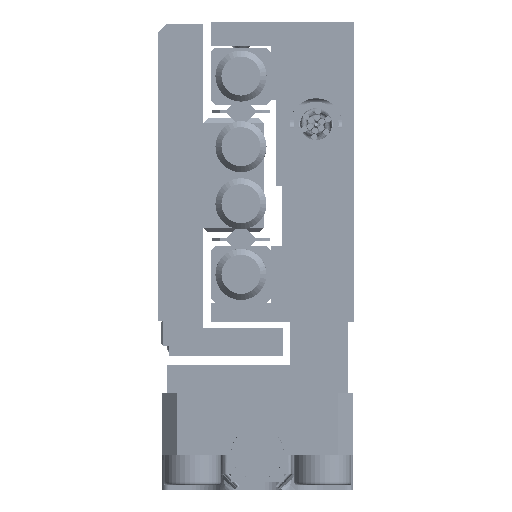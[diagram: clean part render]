
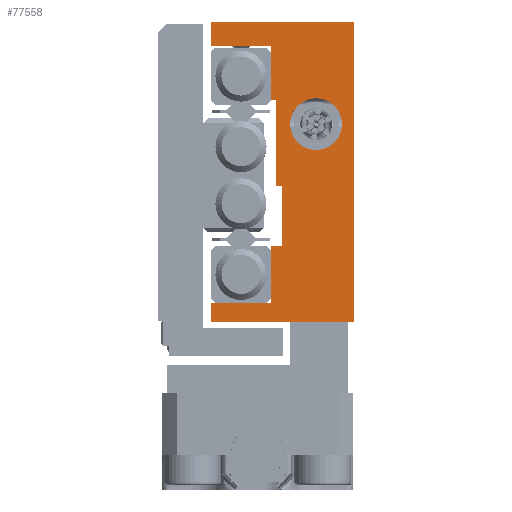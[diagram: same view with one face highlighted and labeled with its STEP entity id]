
A CAD part, left-side view. The second image highlights one B-rep face of the part: STEP entity #77558.
In plain terms, the highlighted planar face has unit normal (-1, 0, 0).
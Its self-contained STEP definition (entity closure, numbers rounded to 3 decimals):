
#17 = CARTESIAN_POINT ( 'NONE',  ( -40., 2.5, 1.473 ) ) ;
#93 = LINE ( 'NONE', #29513, #84464 ) ;
#339 = CARTESIAN_POINT ( 'NONE',  ( -40., 5.2, 4.8 ) ) ;
#844 = VECTOR ( 'NONE', #45091, 1000. ) ;
#1170 = VERTEX_POINT ( 'NONE', #17 ) ;
#1802 = CARTESIAN_POINT ( 'NONE',  ( -40., 9.5, -10. ) ) ;
#4289 = LINE ( 'NONE', #13173, #87624 ) ;
#4339 = EDGE_LOOP ( 'NONE', ( #17487, #37998 ) ) ;
#5583 = CARTESIAN_POINT ( 'NONE',  ( -40., 5.5, 8.4 ) ) ;
#6073 = CARTESIAN_POINT ( 'NONE',  ( -40., 5.2, -0.9 ) ) ;
#6086 = LINE ( 'NONE', #34622, #53799 ) ;
#6115 = CARTESIAN_POINT ( 'NONE',  ( -40., 5.5, 10. ) ) ;
#6780 = AXIS2_PLACEMENT_3D ( 'NONE', #43244, #87233, #22166 ) ;
#11574 = CARTESIAN_POINT ( 'NONE',  ( -40., 9.5, -10. ) ) ;
#11748 = DIRECTION ( 'NONE',  ( 0., 0., -1. ) ) ;
#11962 = LINE ( 'NONE', #54537, #85336 ) ;
#12417 = VERTEX_POINT ( 'NONE', #67733 ) ;
#13147 = LINE ( 'NONE', #6115, #40884 ) ;
#13173 = CARTESIAN_POINT ( 'NONE',  ( -40., 0., -10. ) ) ;
#13902 = VECTOR ( 'NONE', #11748, 1000. ) ;
#13995 = ORIENTED_EDGE ( 'NONE', *, *, #60947, .T. ) ;
#15916 = CARTESIAN_POINT ( 'NONE',  ( -40., 4.8, -4.9 ) ) ;
#16905 = VERTEX_POINT ( 'NONE', #25071 ) ;
#17231 = AXIS2_PLACEMENT_3D ( 'NONE', #30240, #51803, #37271 ) ;
#17487 = ORIENTED_EDGE ( 'NONE', *, *, #80947, .F. ) ;
#18444 = EDGE_LOOP ( 'NONE', ( #70935, #32108, #75774, #13995, #42033, #75254, #61193, #56746, #87913, #52403, #37066, #45898, #53227, #84288 ) ) ;
#20156 = AXIS2_PLACEMENT_3D ( 'NONE', #61503, #23300, #73384 ) ;
#20480 = VERTEX_POINT ( 'NONE', #35740 ) ;
#20966 = VERTEX_POINT ( 'NONE', #15916 ) ;
#21872 = CARTESIAN_POINT ( 'NONE',  ( -40., 9.5, 8.4 ) ) ;
#22166 = DIRECTION ( 'NONE',  ( 0., 0., 1. ) ) ;
#22690 = VECTOR ( 'NONE', #72145, 1000. ) ;
#23300 = DIRECTION ( 'NONE',  ( 1., 0., 0. ) ) ;
#23815 = CARTESIAN_POINT ( 'NONE',  ( -40., 5.5, 4.8 ) ) ;
#24456 = CARTESIAN_POINT ( 'NONE',  ( -40., 5.5, 4.8 ) ) ;
#24658 = VECTOR ( 'NONE', #65450, 1000. ) ;
#25071 = CARTESIAN_POINT ( 'NONE',  ( -40., 9.5, 10. ) ) ;
#26064 = EDGE_CURVE ( 'NONE', #74571, #51916, #81811, .T. ) ;
#27341 = EDGE_CURVE ( 'NONE', #49893, #43969, #76306, .T. ) ;
#29513 = CARTESIAN_POINT ( 'NONE',  ( -40., 5.5, -0.9 ) ) ;
#29582 = CARTESIAN_POINT ( 'NONE',  ( -40., 0., 10. ) ) ;
#30240 = CARTESIAN_POINT ( 'NONE',  ( -40., 2.5, 3.2 ) ) ;
#31868 = LINE ( 'NONE', #47323, #13902 ) ;
#31932 = LINE ( 'NONE', #24456, #844 ) ;
#32108 = ORIENTED_EDGE ( 'NONE', *, *, #34026, .F. ) ;
#32688 = VERTEX_POINT ( 'NONE', #59473 ) ;
#34026 = EDGE_CURVE ( 'NONE', #51916, #20966, #66157, .T. ) ;
#34622 = CARTESIAN_POINT ( 'NONE',  ( -40., 5.5, -10. ) ) ;
#35740 = CARTESIAN_POINT ( 'NONE',  ( -40., 5.2, 4.8 ) ) ;
#35870 = LINE ( 'NONE', #339, #62867 ) ;
#37016 = DIRECTION ( 'NONE',  ( 0., -1., 0. ) ) ;
#37066 = ORIENTED_EDGE ( 'NONE', *, *, #71981, .F. ) ;
#37271 = DIRECTION ( 'NONE',  ( 0., 0., 1. ) ) ;
#37800 = LINE ( 'NONE', #1802, #24658 ) ;
#37998 = ORIENTED_EDGE ( 'NONE', *, *, #89001, .F. ) ;
#38794 = VERTEX_POINT ( 'NONE', #29582 ) ;
#39968 = FACE_BOUND ( 'NONE', #4339, .T. ) ;
#40884 = VECTOR ( 'NONE', #72104, 1000. ) ;
#42033 = ORIENTED_EDGE ( 'NONE', *, *, #91260, .T. ) ;
#42438 = VECTOR ( 'NONE', #45188, 1000. ) ;
#43244 = CARTESIAN_POINT ( 'NONE',  ( -40., 2.5, 3.2 ) ) ;
#43394 = VERTEX_POINT ( 'NONE', #82963 ) ;
#43969 = VERTEX_POINT ( 'NONE', #5583 ) ;
#45091 = DIRECTION ( 'NONE',  ( 0., 1., 0. ) ) ;
#45188 = DIRECTION ( 'NONE',  ( 0., 1., 0. ) ) ;
#45898 = ORIENTED_EDGE ( 'NONE', *, *, #64579, .F. ) ;
#47323 = CARTESIAN_POINT ( 'NONE',  ( -40., 4.8, -10. ) ) ;
#48090 = EDGE_CURVE ( 'NONE', #64184, #72080, #6086, .T. ) ;
#49359 = VERTEX_POINT ( 'NONE', #23815 ) ;
#49469 = DIRECTION ( 'NONE',  ( 0., 0., 1. ) ) ;
#49893 = VERTEX_POINT ( 'NONE', #21872 ) ;
#51803 = DIRECTION ( 'NONE',  ( -1., 0., 0. ) ) ;
#51916 = VERTEX_POINT ( 'NONE', #90252 ) ;
#51931 = CARTESIAN_POINT ( 'NONE',  ( -40., 5.5, -10. ) ) ;
#52403 = ORIENTED_EDGE ( 'NONE', *, *, #27341, .T. ) ;
#53227 = ORIENTED_EDGE ( 'NONE', *, *, #69001, .F. ) ;
#53799 = VECTOR ( 'NONE', #91743, 1000. ) ;
#54537 = CARTESIAN_POINT ( 'NONE',  ( -40., 9.5, 10. ) ) ;
#55591 = CARTESIAN_POINT ( 'NONE',  ( -40., 0., -10. ) ) ;
#55749 = DIRECTION ( 'NONE',  ( 0., 0., 1. ) ) ;
#56746 = ORIENTED_EDGE ( 'NONE', *, *, #57186, .F. ) ;
#57186 = EDGE_CURVE ( 'NONE', #16905, #38794, #13147, .T. ) ;
#58212 = CARTESIAN_POINT ( 'NONE',  ( -40., 5.5, -4.9 ) ) ;
#58946 = LINE ( 'NONE', #51931, #67469 ) ;
#59473 = CARTESIAN_POINT ( 'NONE',  ( -40., 4.8, -0.9 ) ) ;
#60947 = EDGE_CURVE ( 'NONE', #74571, #43394, #65791, .T. ) ;
#61193 = ORIENTED_EDGE ( 'NONE', *, *, #64992, .T. ) ;
#61503 = CARTESIAN_POINT ( 'NONE',  ( -40., 5.5, -10. ) ) ;
#62261 = DIRECTION ( 'NONE',  ( 0., -1., 0. ) ) ;
#62867 = VECTOR ( 'NONE', #49469, 1000. ) ;
#63442 = VECTOR ( 'NONE', #79749, 1000. ) ;
#64184 = VERTEX_POINT ( 'NONE', #11574 ) ;
#64579 = EDGE_CURVE ( 'NONE', #20480, #49359, #31932, .T. ) ;
#64992 = EDGE_CURVE ( 'NONE', #72080, #38794, #4289, .T. ) ;
#65055 = CIRCLE ( 'NONE', #6780, 1.727 ) ;
#65450 = DIRECTION ( 'NONE',  ( 0., 0., -1. ) ) ;
#65791 = LINE ( 'NONE', #80763, #42438 ) ;
#66157 = LINE ( 'NONE', #58212, #63442 ) ;
#67469 = VECTOR ( 'NONE', #82770, 1000. ) ;
#67733 = CARTESIAN_POINT ( 'NONE',  ( -40., 2.5, 4.927 ) ) ;
#69001 = EDGE_CURVE ( 'NONE', #79941, #20480, #35870, .T. ) ;
#69274 = CARTESIAN_POINT ( 'NONE',  ( -40., 5.5, 8.4 ) ) ;
#70735 = EDGE_CURVE ( 'NONE', #16905, #49893, #11962, .T. ) ;
#70935 = ORIENTED_EDGE ( 'NONE', *, *, #74400, .T. ) ;
#71981 = EDGE_CURVE ( 'NONE', #49359, #43969, #58946, .T. ) ;
#72080 = VERTEX_POINT ( 'NONE', #55591 ) ;
#72104 = DIRECTION ( 'NONE',  ( 0., -1., 0. ) ) ;
#72145 = DIRECTION ( 'NONE',  ( 0., 0., 1. ) ) ;
#73384 = DIRECTION ( 'NONE',  ( 0., 0., -1. ) ) ;
#74400 = EDGE_CURVE ( 'NONE', #32688, #20966, #31868, .T. ) ;
#74571 = VERTEX_POINT ( 'NONE', #77611 ) ;
#75254 = ORIENTED_EDGE ( 'NONE', *, *, #48090, .T. ) ;
#75774 = ORIENTED_EDGE ( 'NONE', *, *, #26064, .F. ) ;
#76306 = LINE ( 'NONE', #69274, #82636 ) ;
#77558 = ADVANCED_FACE ( 'NONE', ( #81330, #39968 ), #88358, .F. ) ;
#77611 = CARTESIAN_POINT ( 'NONE',  ( -40., 5.5, -8.7 ) ) ;
#77717 = EDGE_CURVE ( 'NONE', #79941, #32688, #93, .T. ) ;
#78711 = CARTESIAN_POINT ( 'NONE',  ( -40., 5.5, -10. ) ) ;
#79749 = DIRECTION ( 'NONE',  ( 0., -1., 0. ) ) ;
#79941 = VERTEX_POINT ( 'NONE', #6073 ) ;
#80763 = CARTESIAN_POINT ( 'NONE',  ( -40., 5.5, -8.7 ) ) ;
#80947 = EDGE_CURVE ( 'NONE', #12417, #1170, #87481, .T. ) ;
#81330 = FACE_OUTER_BOUND ( 'NONE', #18444, .T. ) ;
#81811 = LINE ( 'NONE', #78711, #22690 ) ;
#82183 = DIRECTION ( 'NONE',  ( 0., 0., -1. ) ) ;
#82636 = VECTOR ( 'NONE', #62261, 1000. ) ;
#82770 = DIRECTION ( 'NONE',  ( 0., 0., 1. ) ) ;
#82963 = CARTESIAN_POINT ( 'NONE',  ( -40., 9.5, -8.7 ) ) ;
#84288 = ORIENTED_EDGE ( 'NONE', *, *, #77717, .T. ) ;
#84464 = VECTOR ( 'NONE', #37016, 1000. ) ;
#85336 = VECTOR ( 'NONE', #82183, 1000. ) ;
#87233 = DIRECTION ( 'NONE',  ( -1., 0., 0. ) ) ;
#87481 = CIRCLE ( 'NONE', #17231, 1.727 ) ;
#87624 = VECTOR ( 'NONE', #55749, 1000. ) ;
#87913 = ORIENTED_EDGE ( 'NONE', *, *, #70735, .T. ) ;
#88358 = PLANE ( 'NONE',  #20156 ) ;
#89001 = EDGE_CURVE ( 'NONE', #1170, #12417, #65055, .T. ) ;
#90252 = CARTESIAN_POINT ( 'NONE',  ( -40., 5.5, -4.9 ) ) ;
#91260 = EDGE_CURVE ( 'NONE', #43394, #64184, #37800, .T. ) ;
#91743 = DIRECTION ( 'NONE',  ( 0., -1., 0. ) ) ;
